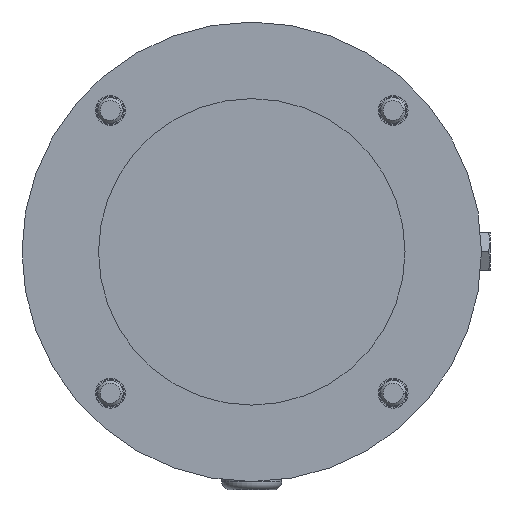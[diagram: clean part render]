
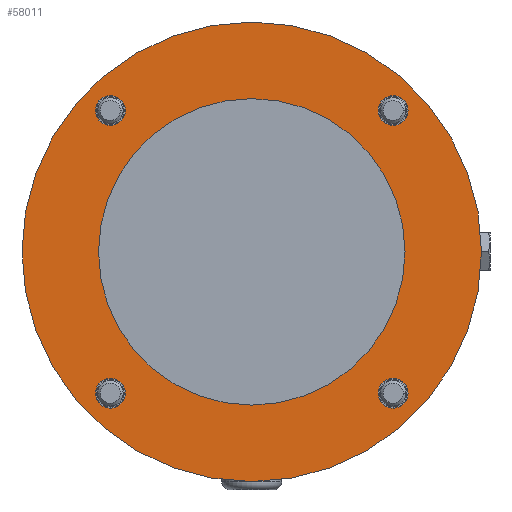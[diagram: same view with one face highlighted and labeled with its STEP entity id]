
A CAD part, left-side view. The second image highlights one B-rep face of the part: STEP entity #58011.
In plain terms, the highlighted planar face has unit normal (-1, 0, 0).
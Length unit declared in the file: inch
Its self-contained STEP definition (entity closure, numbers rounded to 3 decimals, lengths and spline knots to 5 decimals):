
#1693 = CIRCLE ( 'NONE', #15638, 0.21875 ) ;
#2558 = CIRCLE ( 'NONE', #48316, 0.21875 ) ;
#3162 = VERTEX_POINT ( 'NONE', #58676 ) ;
#3768 = EDGE_CURVE ( 'NONE', #76307, #61652, #76149, .T. ) ;
#4549 = EDGE_CURVE ( 'NONE', #48706, #81016, #41819, .T. ) ;
#4878 = VERTEX_POINT ( 'NONE', #61805 ) ;
#5820 = AXIS2_PLACEMENT_3D ( 'NONE', #58760, #13562, #66352 ) ;
#6325 = AXIS2_PLACEMENT_3D ( 'NONE', #75932, #30727, #83555 ) ;
#7398 = DIRECTION ( 'NONE',  ( 0., 0., 1. ) ) ;
#7474 = EDGE_CURVE ( 'NONE', #3162, #9090, #82830, .T. ) ;
#9090 = VERTEX_POINT ( 'NONE', #50314 ) ;
#9854 = VERTEX_POINT ( 'NONE', #72203 ) ;
#10259 = AXIS2_PLACEMENT_3D ( 'NONE', #78809, #33621, #86415 ) ;
#11627 = FACE_BOUND ( 'NONE', #22827, .T. ) ;
#12111 = EDGE_CURVE ( 'NONE', #15689, #44069, #93594, .T. ) ;
#12883 = CARTESIAN_POINT ( 'NONE',  ( -10.01, 0., 0. ) ) ;
#13237 = PLANE ( 'NONE',  #5820 ) ;
#13562 = DIRECTION ( 'NONE',  ( -1., 0., 0. ) ) ;
#13811 = ORIENTED_EDGE ( 'NONE', *, *, #49060, .F. ) ;
#14010 = FACE_BOUND ( 'NONE', #94408, .T. ) ;
#14039 = AXIS2_PLACEMENT_3D ( 'NONE', #80112, #34915, #87702 ) ;
#14297 = CIRCLE ( 'NONE', #44095, 2.2515 ) ;
#15638 = AXIS2_PLACEMENT_3D ( 'NONE', #25304, #78101, #32867 ) ;
#15689 = VERTEX_POINT ( 'NONE', #88047 ) ;
#16006 = ORIENTED_EDGE ( 'NONE', *, *, #45837, .F. ) ;
#17524 = EDGE_LOOP ( 'NONE', ( #37408, #55217 ) ) ;
#17556 = ORIENTED_EDGE ( 'NONE', *, *, #92254, .F. ) ;
#18367 = CARTESIAN_POINT ( 'NONE',  ( -10.01, 2.2515, 0. ) ) ;
#20174 = ORIENTED_EDGE ( 'NONE', *, *, #4549, .F. ) ;
#20450 = EDGE_LOOP ( 'NONE', ( #33042, #60224 ) ) ;
#20498 = DIRECTION ( 'NONE',  ( 0., -1., 0. ) ) ;
#20656 = AXIS2_PLACEMENT_3D ( 'NONE', #97775, #52607, #7398 ) ;
#21702 = EDGE_CURVE ( 'NONE', #61652, #76307, #2558, .T. ) ;
#22827 = EDGE_LOOP ( 'NONE', ( #25783, #59232 ) ) ;
#22848 = EDGE_LOOP ( 'NONE', ( #42637, #86302 ) ) ;
#23931 = DIRECTION ( 'NONE',  ( -1., 0., 0. ) ) ;
#25304 = CARTESIAN_POINT ( 'NONE',  ( -10.01, 2.07713, 2.07713 ) ) ;
#25783 = ORIENTED_EDGE ( 'NONE', *, *, #52153, .F. ) ;
#27943 = DIRECTION ( 'NONE',  ( 1., 0., 0. ) ) ;
#27971 = DIRECTION ( 'NONE',  ( -1., 0., 0. ) ) ;
#28561 = AXIS2_PLACEMENT_3D ( 'NONE', #73137, #27943, #80785 ) ;
#29427 = AXIS2_PLACEMENT_3D ( 'NONE', #69133, #23931, #76720 ) ;
#30260 = AXIS2_PLACEMENT_3D ( 'NONE', #32185, #84997, #39811 ) ;
#30727 = DIRECTION ( 'NONE',  ( -1., 0., 0. ) ) ;
#31670 = FACE_BOUND ( 'NONE', #20450, .T. ) ;
#32185 = CARTESIAN_POINT ( 'NONE',  ( -10.01, 2.07713, -2.07713 ) ) ;
#32867 = DIRECTION ( 'NONE',  ( 0., 0., 1. ) ) ;
#33042 = ORIENTED_EDGE ( 'NONE', *, *, #71423, .F. ) ;
#33621 = DIRECTION ( 'NONE',  ( -1., 0., 0. ) ) ;
#34797 = CARTESIAN_POINT ( 'NONE',  ( -10.01, -2.07713, 2.07713 ) ) ;
#34915 = DIRECTION ( 'NONE',  ( -1., 0., 0. ) ) ;
#35230 = CARTESIAN_POINT ( 'NONE',  ( -10.01, 0., 0. ) ) ;
#37408 = ORIENTED_EDGE ( 'NONE', *, *, #21702, .F. ) ;
#38931 = CIRCLE ( 'NONE', #6325, 2.2515 ) ;
#39257 = CARTESIAN_POINT ( 'NONE',  ( -10.01, -2.07713, -2.29588 ) ) ;
#39811 = DIRECTION ( 'NONE',  ( 0., 0., 1. ) ) ;
#41819 = CIRCLE ( 'NONE', #72198, 3.375 ) ;
#42418 = DIRECTION ( 'NONE',  ( 0., 0., 1. ) ) ;
#42637 = ORIENTED_EDGE ( 'NONE', *, *, #43450, .F. ) ;
#42867 = DIRECTION ( 'NONE',  ( 0., -1., 0. ) ) ;
#43450 = EDGE_CURVE ( 'NONE', #9090, #3162, #1693, .T. ) ;
#44069 = VERTEX_POINT ( 'NONE', #67345 ) ;
#44095 = AXIS2_PLACEMENT_3D ( 'NONE', #35230, #88013, #42867 ) ;
#44350 = CIRCLE ( 'NONE', #29427, 0.21875 ) ;
#45837 = EDGE_CURVE ( 'NONE', #81016, #48706, #75628, .T. ) ;
#47734 = CARTESIAN_POINT ( 'NONE',  ( -10.01, 0., 3.375 ) ) ;
#48064 = CIRCLE ( 'NONE', #30260, 0.21875 ) ;
#48316 = AXIS2_PLACEMENT_3D ( 'NONE', #73162, #27971, #80808 ) ;
#48706 = VERTEX_POINT ( 'NONE', #47734 ) ;
#49060 = EDGE_CURVE ( 'NONE', #62123, #4878, #44350, .T. ) ;
#50314 = CARTESIAN_POINT ( 'NONE',  ( -10.01, 2.07713, 2.29588 ) ) ;
#52153 = EDGE_CURVE ( 'NONE', #9854, #63809, #38931, .T. ) ;
#52607 = DIRECTION ( 'NONE',  ( -1., 0., 0. ) ) ;
#55217 = ORIENTED_EDGE ( 'NONE', *, *, #3768, .F. ) ;
#56982 = EDGE_CURVE ( 'NONE', #63809, #9854, #14297, .T. ) ;
#58011 = ADVANCED_FACE ( 'NONE', ( #11627, #14010, #71800, #31670, #89552, #69460 ), #13237, .T. ) ;
#58676 = CARTESIAN_POINT ( 'NONE',  ( -10.01, 2.07713, 1.85838 ) ) ;
#58760 = CARTESIAN_POINT ( 'NONE',  ( -10.01, 2.2515, 0. ) ) ;
#59232 = ORIENTED_EDGE ( 'NONE', *, *, #56982, .F. ) ;
#59334 = CARTESIAN_POINT ( 'NONE',  ( -10.01, 0., -3.375 ) ) ;
#60224 = ORIENTED_EDGE ( 'NONE', *, *, #12111, .F. ) ;
#61652 = VERTEX_POINT ( 'NONE', #66757 ) ;
#61805 = CARTESIAN_POINT ( 'NONE',  ( -10.01, 2.07713, -2.29588 ) ) ;
#62123 = VERTEX_POINT ( 'NONE', #90276 ) ;
#63809 = VERTEX_POINT ( 'NONE', #18367 ) ;
#65677 = DIRECTION ( 'NONE',  ( 1., 0., 0. ) ) ;
#66352 = DIRECTION ( 'NONE',  ( 0., -1., 0. ) ) ;
#66757 = CARTESIAN_POINT ( 'NONE',  ( -10.01, -2.07713, -1.85838 ) ) ;
#67345 = CARTESIAN_POINT ( 'NONE',  ( -10.01, -2.07713, 2.29588 ) ) ;
#69133 = CARTESIAN_POINT ( 'NONE',  ( -10.01, 2.07713, -2.07713 ) ) ;
#69460 = FACE_OUTER_BOUND ( 'NONE', #91482, .T. ) ;
#71423 = EDGE_CURVE ( 'NONE', #44069, #15689, #96659, .T. ) ;
#71800 = FACE_BOUND ( 'NONE', #22848, .T. ) ;
#72198 = AXIS2_PLACEMENT_3D ( 'NONE', #12883, #65677, #20498 ) ;
#72203 = CARTESIAN_POINT ( 'NONE',  ( -10.01, -2.2515, 0. ) ) ;
#73137 = CARTESIAN_POINT ( 'NONE',  ( -10.01, 0., 0. ) ) ;
#73162 = CARTESIAN_POINT ( 'NONE',  ( -10.01, -2.07713, -2.07713 ) ) ;
#75628 = CIRCLE ( 'NONE', #28561, 3.375 ) ;
#75932 = CARTESIAN_POINT ( 'NONE',  ( -10.01, 0., 0. ) ) ;
#76149 = CIRCLE ( 'NONE', #10259, 0.21875 ) ;
#76307 = VERTEX_POINT ( 'NONE', #39257 ) ;
#76720 = DIRECTION ( 'NONE',  ( 0., 0., 1. ) ) ;
#78101 = DIRECTION ( 'NONE',  ( -1., 0., 0. ) ) ;
#78809 = CARTESIAN_POINT ( 'NONE',  ( -10.01, -2.07713, -2.07713 ) ) ;
#80112 = CARTESIAN_POINT ( 'NONE',  ( -10.01, -2.07713, 2.07713 ) ) ;
#80785 = DIRECTION ( 'NONE',  ( 0., -1., 0. ) ) ;
#80808 = DIRECTION ( 'NONE',  ( 0., 0., 1. ) ) ;
#81016 = VERTEX_POINT ( 'NONE', #59334 ) ;
#82328 = AXIS2_PLACEMENT_3D ( 'NONE', #34797, #87590, #42418 ) ;
#82830 = CIRCLE ( 'NONE', #20656, 0.21875 ) ;
#83555 = DIRECTION ( 'NONE',  ( 0., -1., 0. ) ) ;
#84997 = DIRECTION ( 'NONE',  ( -1., 0., 0. ) ) ;
#86302 = ORIENTED_EDGE ( 'NONE', *, *, #7474, .F. ) ;
#86415 = DIRECTION ( 'NONE',  ( 0., 0., 1. ) ) ;
#87590 = DIRECTION ( 'NONE',  ( -1., 0., 0. ) ) ;
#87702 = DIRECTION ( 'NONE',  ( 0., 0., 1. ) ) ;
#88013 = DIRECTION ( 'NONE',  ( -1., 0., 0. ) ) ;
#88047 = CARTESIAN_POINT ( 'NONE',  ( -10.01, -2.07713, 1.85838 ) ) ;
#89552 = FACE_BOUND ( 'NONE', #17524, .T. ) ;
#90276 = CARTESIAN_POINT ( 'NONE',  ( -10.01, 2.07713, -1.85838 ) ) ;
#91482 = EDGE_LOOP ( 'NONE', ( #16006, #20174 ) ) ;
#92254 = EDGE_CURVE ( 'NONE', #4878, #62123, #48064, .T. ) ;
#93594 = CIRCLE ( 'NONE', #82328, 0.21875 ) ;
#94408 = EDGE_LOOP ( 'NONE', ( #13811, #17556 ) ) ;
#96659 = CIRCLE ( 'NONE', #14039, 0.21875 ) ;
#97775 = CARTESIAN_POINT ( 'NONE',  ( -10.01, 2.07713, 2.07713 ) ) ;
